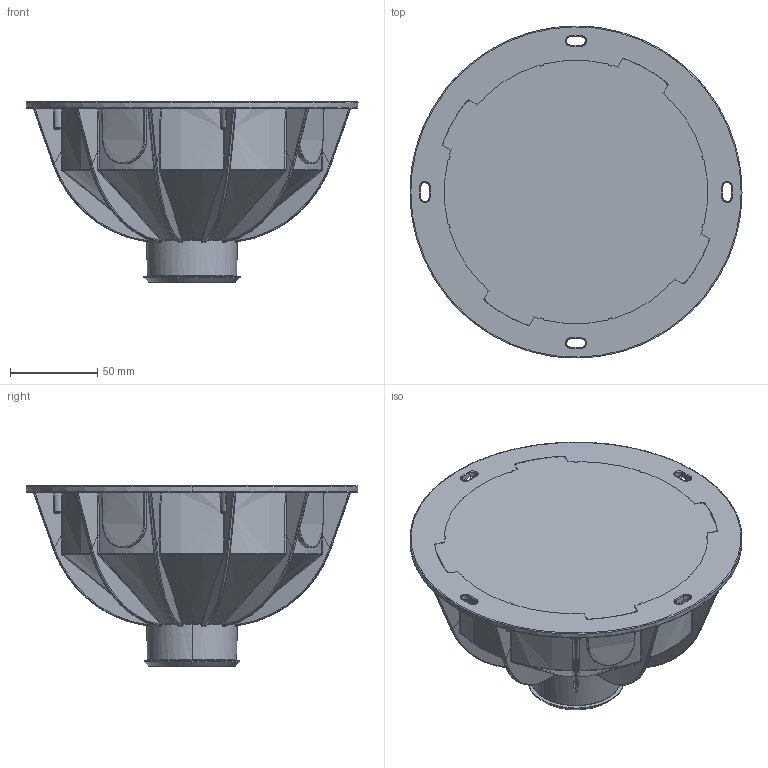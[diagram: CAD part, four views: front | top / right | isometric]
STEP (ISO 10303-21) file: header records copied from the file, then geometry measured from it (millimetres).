
FILE_DESCRIPTION(/* description */ (''),/* implementation_level */ '2;1');
FILE_NAME(/* name */ 'T403150_EGO 55 WO-DO TONDO',/* time_stamp */ '2018-02-06T17:00:47+01:00',/* author */ (''),/* organization */ (''),/* preprocessor_version */ 'ST-DEVELOPER v15',/* originating_system */ '',/* authorisation */ '');
FILE_SCHEMA (('CONFIG_CONTROL_DESIGN'));
Length unit declared in the file: millimetre
Products named in the file (1): Document
Bounding box: 189.97 x 189.96 x 103 mm (x, y, z)
Volume: 15453 mm3; surface area: 116740.9 mm2
Topology: 3 solids, 5 shells, 847 faces, 2230 edges, 1314 vertices
Faces by surface type: bspline 669, plane 178
Entity records: 41553 total; most frequent: CARTESIAN_POINT 29460, ORIENTED_EDGE 4320, EDGE_CURVE 2182, VERTEX_POINT 1314, B_SPLINE_CURVE_WITH_KNOTS 1025, EDGE_LOOP 869, ADVANCED_FACE 847, FACE_OUTER_BOUND 847
